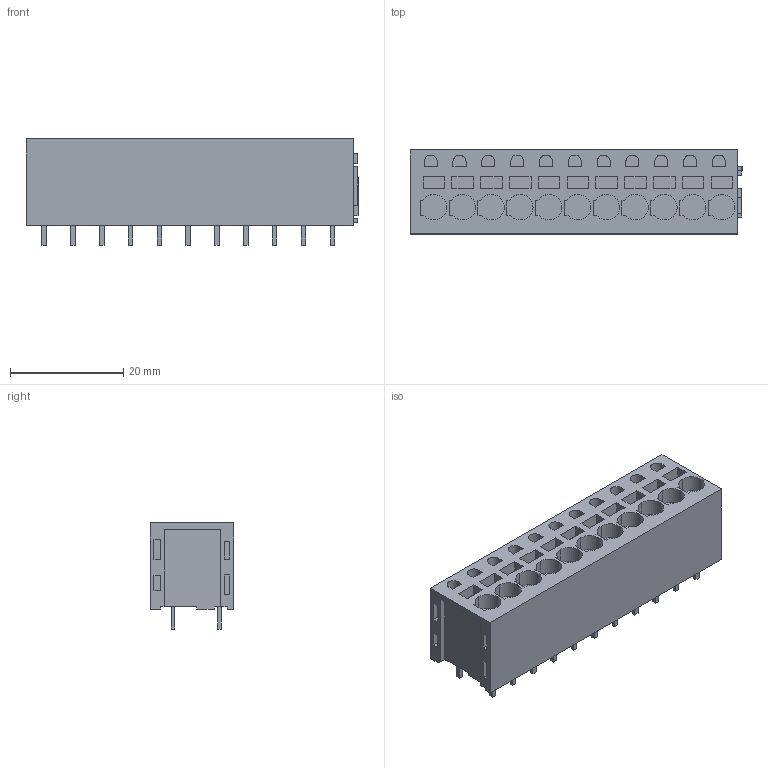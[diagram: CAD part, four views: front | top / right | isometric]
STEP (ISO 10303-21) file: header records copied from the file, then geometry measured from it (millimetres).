
FILE_DESCRIPTION(('CATIA V5 STEP Exchange','CAx-IF Rec.Pracs.--- Model Styling and Organization---1.2---2011-12-15'),'2;1');
FILE_NAME ('D1451169_0', '2018-04-09T13:34:56+00:00', ('none'), ('Weidmueller'), 'CATIA Version 5-6 Release 2014', 'CATIA V5 STEP AP214', 'none');
FILE_SCHEMA(('AUTOMOTIVE_DESIGN { 1 0 10303 214 1 1 1 1 }'));
Length unit declared in the file: millimetre
Products named in the file (1): 1331530000
Bounding box: 58.53 x 14.8 x 18.7 mm (x, y, z)
Volume: 11763.9 mm3; surface area: 5422.4 mm2
Topology: 23 solids, 23 shells, 415 faces, 972 edges, 648 vertices
Faces by surface type: plane 360, cylinder 55
Entity records: 11535 total; most frequent: CARTESIAN_POINT 2025, ORIENTED_EDGE 1944, DIRECTION 1627, EDGE_CURVE 972, VECTOR 862, LINE 862, VERTEX_POINT 648, EDGE_LOOP 460
